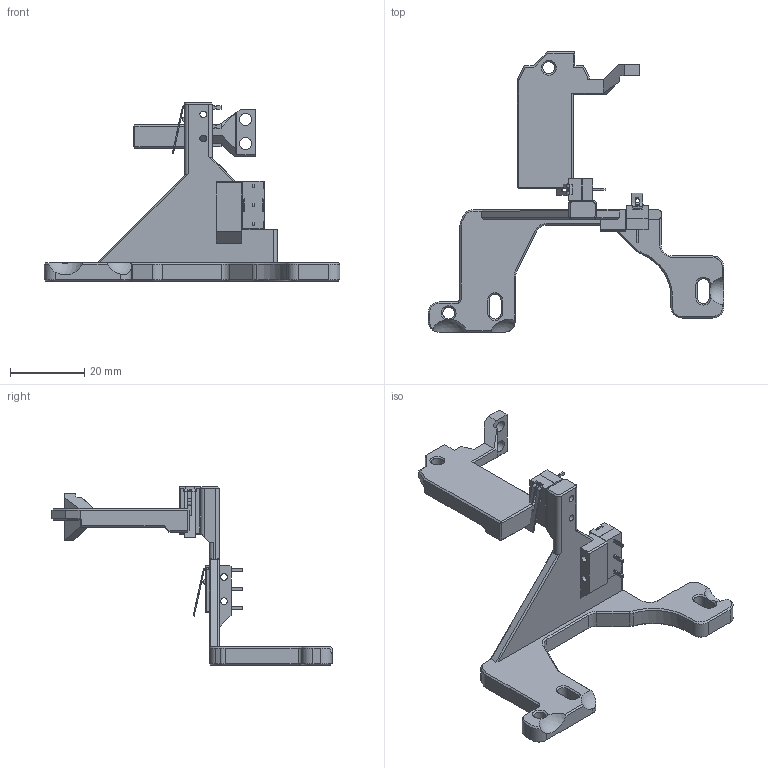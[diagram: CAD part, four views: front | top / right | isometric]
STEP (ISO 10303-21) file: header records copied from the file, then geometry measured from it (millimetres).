
FILE_DESCRIPTION(/* description */ (''),/* implementation_level */ '2;1');
FILE_NAME(/* name */ 'Switch_Endstop.step',/* time_stamp */ '2025-03-26T20:06:21-06:00',/* author */ (''),/* organization */ (''),/* preprocessor_version */ 'ST-DEVELOPER v20.1',/* originating_system */ 'Autodesk Translation Framework v14.4.0.0',/* authorisation */ '');
FILE_SCHEMA (('AUTOMOTIVE_DESIGN { 1 0 10303 214 3 1 1 }'));
Length unit declared in the file: millimetre
Products named in the file (10): Switch Endstop; [a]_switch_bracket; [a]_switch_arm; Hardware; Microswitch D2F-L; Microswitch D2F-L_1; Switch Body; Lever; Contacts; Plunger
Assembly tree (13 placements, depth 4):
  Switch Endstop
    [a]_switch_bracket
    [a]_switch_arm
    Hardware
      Microswitch D2F-L
        Switch Body
        Lever
        Contacts
        Plunger
      Microswitch D2F-L_1
        Switch Body
        Lever
        Contacts
        Plunger
Bounding box: 79.58 x 75.39 x 48.1 mm (x, y, z)
Volume: 10796.4 mm3; surface area: 9664.9 mm2
Topology: 16 solids, 16 shells, 864 faces, 2316 edges, 1486 vertices
Faces by surface type: plane 589, cylinder 119, bspline 104, cone 49, sphere 3
Full cylindrical faces by diameter (mm): 1.8 x4, 2 x2, 3.2 x4
Entity records: 19253 total; most frequent: CARTESIAN_POINT 4432, ORIENTED_EDGE 3138, DIRECTION 2799, EDGE_CURVE 1569, LINE 1187, VECTOR 1187, VERTEX_POINT 996, AXIS2_PLACEMENT_3D 806
